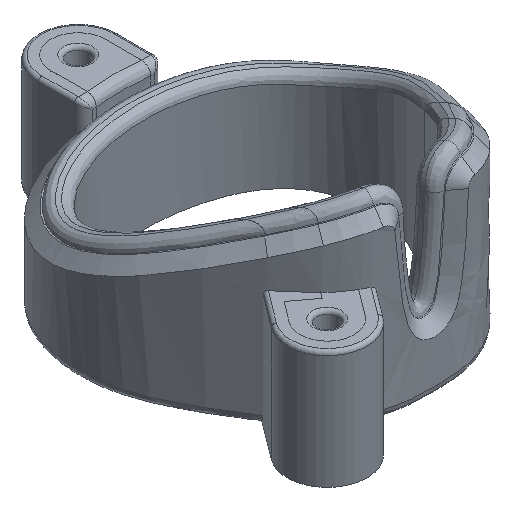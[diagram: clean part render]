
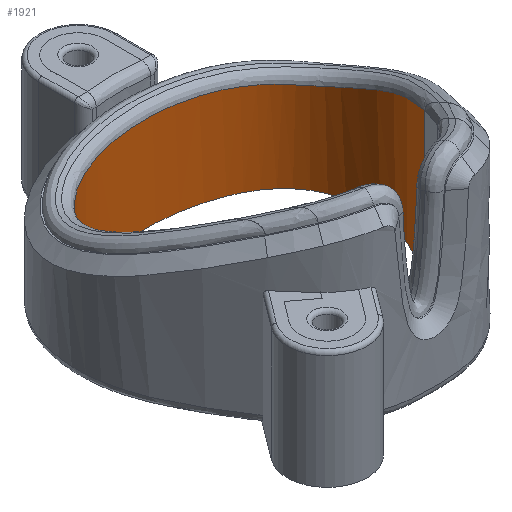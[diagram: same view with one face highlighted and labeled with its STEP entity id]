
A CAD part, isometric view. The second image highlights one B-rep face of the part: STEP entity #1921.
In plain terms, the highlighted free-form (B-spline) face has degree [3, 1] with [19, 2] control points.
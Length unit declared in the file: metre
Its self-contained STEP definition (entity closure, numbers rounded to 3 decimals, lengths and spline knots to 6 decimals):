
#195=B_SPLINE_CURVE_WITH_KNOTS('',3,(#3530,#3531,#3532,#3533,#3534,#3535,
#3536,#3537,#3538,#3539,#3540,#3541,#3542,#3543,#3544,#3545,#3546,#3547,
#3548,#3549,#3550,#3551,#3552,#3553,#3554,#3555),.UNSPECIFIED.,.F.,.F.,
(4,1,1,1,1,1,1,1,1,1,1,1,1,1,1,1,1,1,1,1,1,1,1,4),(0.,0.00387,
0.007739,0.009674,0.011609,0.013544,
0.015478,0.017413,0.019348,0.021283,
0.023218,0.027087,0.030957,0.034826,
0.038696,0.040631,0.042566,0.0445,
0.046435,0.04837,0.050305,0.054174,
0.058044,0.061914),.UNSPECIFIED.);
#196=B_SPLINE_CURVE_WITH_KNOTS('',3,(#3559,#3560,#3561,#3562,#3563,#3564,
#3565,#3566,#3567,#3568,#3569,#3570,#3571),.UNSPECIFIED.,.T.,.F.,(1,3,1,
1,1,1,1,1,1,1,1,3,1),(-0.119499,0.,0.119499,0.21531,
0.31112,0.420568,0.5,0.579432,0.68888,
0.78469,0.880501,1.,1.119499),.UNSPECIFIED.);
#436=ORIENTED_EDGE('',*,*,#972,.F.);
#437=ORIENTED_EDGE('',*,*,#973,.T.);
#438=ORIENTED_EDGE('',*,*,#974,.T.);
#439=ORIENTED_EDGE('',*,*,#975,.F.);
#972=EDGE_CURVE('',#1249,#1250,#1413,.T.);
#973=EDGE_CURVE('',#1249,#1251,#195,.T.);
#974=EDGE_CURVE('',#1251,#1252,#1414,.T.);
#975=EDGE_CURVE('',#1250,#1252,#196,.T.);
#1249=VERTEX_POINT('',#3528);
#1250=VERTEX_POINT('',#3529);
#1251=VERTEX_POINT('',#3556);
#1252=VERTEX_POINT('',#3558);
#1413=LINE('',#3527,#1519);
#1414=LINE('',#3557,#1520);
#1519=VECTOR('',#2256,1.);
#1520=VECTOR('',#2257,1.);
#1636=EDGE_LOOP('',(#436,#437,#438,#439));
#1765=FACE_BOUND('',#1636,.T.);
#1865=B_SPLINE_SURFACE_WITH_KNOTS('',3,1,((#3489,#3490),(#3491,#3492),(#3493,
#3494),(#3495,#3496),(#3497,#3498),(#3499,#3500),(#3501,#3502),(#3503,#3504),
(#3505,#3506),(#3507,#3508),(#3509,#3510),(#3511,#3512),(#3513,#3514),(#3515,
#3516),(#3517,#3518),(#3519,#3520),(#3521,#3522),(#3523,#3524),(#3525,#3526)),
 .SURF_OF_LINEAR_EXTRUSION.,.F.,.F.,.F.,(4,1,1,1,1,1,1,1,1,1,1,1,1,1,1,
1,4),(2,2),(0.678115,0.718351,0.758586,0.798822,
0.839057,0.879293,0.919529,0.959764,
1.,1.040236,1.080471,1.120707,1.160943,
1.201178,1.241414,1.281649,1.321885),(0.,
1.),.UNSPECIFIED.);
#1921=ADVANCED_FACE('',(#1765),#1865,.T.);
#2256=DIRECTION('',(0.,0.,-1.));
#2257=DIRECTION('',(0.,0.,-1.));
#3489=CARTESIAN_POINT('',(0.01117,-0.005419,0.015768));
#3490=CARTESIAN_POINT('',(0.01117,-0.005419,0.));
#3491=CARTESIAN_POINT('',(0.011825,-0.00427,0.015768));
#3492=CARTESIAN_POINT('',(0.011825,-0.00427,0.));
#3493=CARTESIAN_POINT('',(0.012979,-0.002102,0.015768));
#3494=CARTESIAN_POINT('',(0.012979,-0.002102,0.));
#3495=CARTESIAN_POINT('',(0.014081,0.000912,0.015768));
#3496=CARTESIAN_POINT('',(0.014081,0.000912,0.));
#3497=CARTESIAN_POINT('',(0.014409,0.004096,0.015768));
#3498=CARTESIAN_POINT('',(0.014409,0.004096,0.));
#3499=CARTESIAN_POINT('',(0.013787,0.007492,0.015768));
#3500=CARTESIAN_POINT('',(0.013787,0.007492,0.));
#3501=CARTESIAN_POINT('',(0.011989,0.010531,0.015768));
#3502=CARTESIAN_POINT('',(0.011989,0.010531,0.));
#3503=CARTESIAN_POINT('',(0.008783,0.012737,0.015768));
#3504=CARTESIAN_POINT('',(0.008783,0.012737,0.));
#3505=CARTESIAN_POINT('',(0.004628,0.014076,0.015768));
#3506=CARTESIAN_POINT('',(0.004628,0.014076,0.));
#3507=CARTESIAN_POINT('',(0.,0.014529,0.015768));
#3508=CARTESIAN_POINT('',(0.,0.014529,0.));
#3509=CARTESIAN_POINT('',(-0.004628,0.014076,0.015768));
#3510=CARTESIAN_POINT('',(-0.004628,0.014076,0.));
#3511=CARTESIAN_POINT('',(-0.008783,0.012737,0.015768));
#3512=CARTESIAN_POINT('',(-0.008783,0.012737,0.));
#3513=CARTESIAN_POINT('',(-0.011989,0.010531,0.015768));
#3514=CARTESIAN_POINT('',(-0.011989,0.010531,0.));
#3515=CARTESIAN_POINT('',(-0.013787,0.007492,0.015768));
#3516=CARTESIAN_POINT('',(-0.013787,0.007492,0.));
#3517=CARTESIAN_POINT('',(-0.014409,0.004096,0.015768));
#3518=CARTESIAN_POINT('',(-0.014409,0.004096,0.));
#3519=CARTESIAN_POINT('',(-0.014081,0.000912,0.015768));
#3520=CARTESIAN_POINT('',(-0.014081,0.000912,0.));
#3521=CARTESIAN_POINT('',(-0.012979,-0.002102,0.015768));
#3522=CARTESIAN_POINT('',(-0.012979,-0.002102,0.));
#3523=CARTESIAN_POINT('',(-0.011825,-0.00427,0.015768));
#3524=CARTESIAN_POINT('',(-0.011825,-0.00427,0.));
#3525=CARTESIAN_POINT('',(-0.01117,-0.005419,0.015768));
#3526=CARTESIAN_POINT('',(-0.01117,-0.005419,0.));
#3527=CARTESIAN_POINT('',(0.01117,-0.005419,0.022));
#3528=CARTESIAN_POINT('',(0.01117,-0.005419,0.015674));
#3529=CARTESIAN_POINT('',(0.01117,-0.005419,0.));
#3530=CARTESIAN_POINT('',(0.01117,-0.005419,0.015674));
#3531=CARTESIAN_POINT('',(0.011766,-0.004375,0.015203));
#3532=CARTESIAN_POINT('',(0.012913,-0.002256,0.014261));
#3533=CARTESIAN_POINT('',(0.013949,0.000515,0.012991));
#3534=CARTESIAN_POINT('',(0.014282,0.002866,0.011934));
#3535=CARTESIAN_POINT('',(0.014264,0.004634,0.011199));
#3536=CARTESIAN_POINT('',(0.013964,0.006438,0.01055));
#3537=CARTESIAN_POINT('',(0.013329,0.008215,0.010075));
#3538=CARTESIAN_POINT('',(0.012305,0.009878,0.009897));
#3539=CARTESIAN_POINT('',(0.010914,0.011249,0.009987));
#3540=CARTESIAN_POINT('',(0.009301,0.012298,0.010132));
#3541=CARTESIAN_POINT('',(0.006942,0.013374,0.010307));
#3542=CARTESIAN_POINT('',(0.003854,0.01417,0.010439));
#3543=CARTESIAN_POINT('',(-0.000024,0.014481,0.010488));
#3544=CARTESIAN_POINT('',(-0.003824,0.014174,0.01044));
#3545=CARTESIAN_POINT('',(-0.006967,0.013366,0.010305));
#3546=CARTESIAN_POINT('',(-0.009304,0.012296,0.010132));
#3547=CARTESIAN_POINT('',(-0.010928,0.011239,0.009986));
#3548=CARTESIAN_POINT('',(-0.012315,0.009863,0.009898));
#3549=CARTESIAN_POINT('',(-0.013329,0.008215,0.010075));
#3550=CARTESIAN_POINT('',(-0.013969,0.006422,0.010555));
#3551=CARTESIAN_POINT('',(-0.014364,0.004024,0.011419));
#3552=CARTESIAN_POINT('',(-0.014155,0.001067,0.012737));
#3553=CARTESIAN_POINT('',(-0.012902,-0.00228,0.014272));
#3554=CARTESIAN_POINT('',(-0.011764,-0.004378,0.015205));
#3555=CARTESIAN_POINT('',(-0.01117,-0.005419,0.015674));
#3556=CARTESIAN_POINT('',(-0.01117,-0.005419,0.015674));
#3557=CARTESIAN_POINT('',(-0.01117,-0.005419,0.022));
#3558=CARTESIAN_POINT('',(-0.01117,-0.005419,0.));
#3559=CARTESIAN_POINT('',(0.,0.014378,0.));
#3560=CARTESIAN_POINT('',(-0.004581,0.014378,0.));
#3561=CARTESIAN_POINT('',(-0.012836,0.011977,0.));
#3562=CARTESIAN_POINT('',(-0.015074,0.002681,0.));
#3563=CARTESIAN_POINT('',(-0.012026,-0.004424,0.));
#3564=CARTESIAN_POINT('',(-0.006052,-0.013722,0.));
#3565=CARTESIAN_POINT('',(0.,-0.013807,0.));
#3566=CARTESIAN_POINT('',(0.006052,-0.013722,0.));
#3567=CARTESIAN_POINT('',(0.012026,-0.004424,0.));
#3568=CARTESIAN_POINT('',(0.015074,0.002681,0.));
#3569=CARTESIAN_POINT('',(0.012836,0.011977,0.));
#3570=CARTESIAN_POINT('',(0.004581,0.014378,0.));
#3571=CARTESIAN_POINT('',(0.,0.014378,0.));
